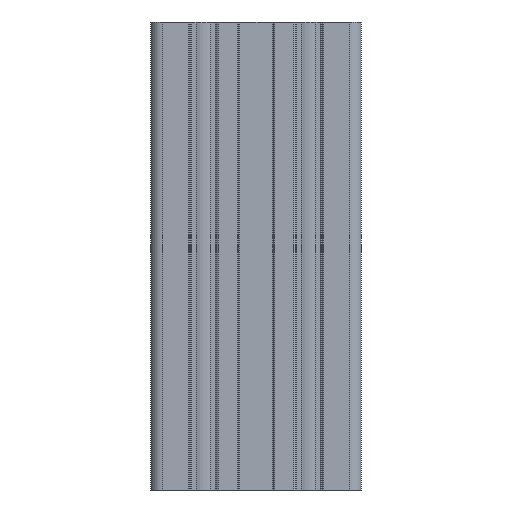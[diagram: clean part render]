
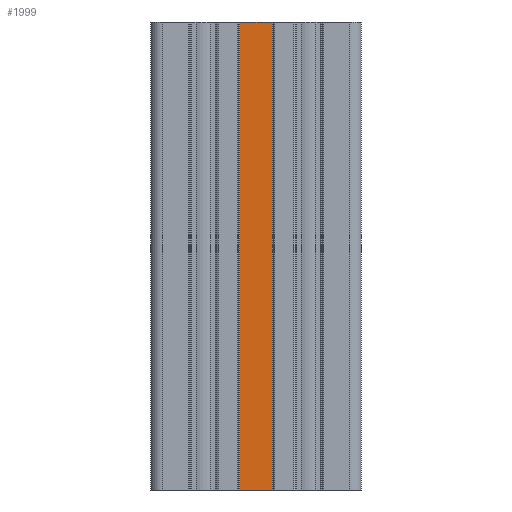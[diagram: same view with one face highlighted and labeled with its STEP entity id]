
A CAD part, front view. The second image highlights one B-rep face of the part: STEP entity #1999.
In plain terms, the highlighted planar face has unit normal (0, -1, 0).
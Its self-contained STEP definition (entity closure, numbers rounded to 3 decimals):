
#8 = CARTESIAN_POINT ( 'NONE',  ( -7., -44., 0. ) ) ;
#879 = VERTEX_POINT ( 'NONE', #6355 ) ;
#1765 = CARTESIAN_POINT ( 'NONE',  ( -7., -44., -200. ) ) ;
#1847 = CARTESIAN_POINT ( 'NONE',  ( -7., -44., -200. ) ) ;
#1906 = VERTEX_POINT ( 'NONE', #5998 ) ;
#1999 = ADVANCED_FACE ( 'NONE', ( #13041 ), #20501, .T. ) ;
#2487 = ORIENTED_EDGE ( 'NONE', *, *, #14993, .T. ) ;
#3085 = DIRECTION ( 'NONE',  ( 1., 0., 0. ) ) ;
#3137 = AXIS2_PLACEMENT_3D ( 'NONE', #6200, #10998, #18826 ) ;
#3509 = DIRECTION ( 'NONE',  ( 0., 0., 1. ) ) ;
#4411 = VECTOR ( 'NONE', #10426, 1000. ) ;
#4890 = EDGE_LOOP ( 'NONE', ( #6281, #13322, #6310, #2487 ) ) ;
#5998 = CARTESIAN_POINT ( 'NONE',  ( -7., -44., 0. ) ) ;
#6200 = CARTESIAN_POINT ( 'NONE',  ( -7., -44., -200. ) ) ;
#6281 = ORIENTED_EDGE ( 'NONE', *, *, #15175, .F. ) ;
#6310 = ORIENTED_EDGE ( 'NONE', *, *, #16003, .T. ) ;
#6355 = CARTESIAN_POINT ( 'NONE',  ( 7., -44., -200. ) ) ;
#7127 = VECTOR ( 'NONE', #8205, 1000. ) ;
#8205 = DIRECTION ( 'NONE',  ( 1., 0., 0. ) ) ;
#9260 = VERTEX_POINT ( 'NONE', #1847 ) ;
#10426 = DIRECTION ( 'NONE',  ( 0., 0., 1. ) ) ;
#10628 = LINE ( 'NONE', #8, #11622 ) ;
#10998 = DIRECTION ( 'NONE',  ( 0., -1., 0. ) ) ;
#11582 = LINE ( 'NONE', #1765, #7127 ) ;
#11622 = VECTOR ( 'NONE', #3085, 1000. ) ;
#12910 = VERTEX_POINT ( 'NONE', #20435 ) ;
#13041 = FACE_OUTER_BOUND ( 'NONE', #4890, .T. ) ;
#13322 = ORIENTED_EDGE ( 'NONE', *, *, #15999, .F. ) ;
#14993 = EDGE_CURVE ( 'NONE', #879, #12910, #15618, .T. ) ;
#15068 = LINE ( 'NONE', #17757, #15311 ) ;
#15175 = EDGE_CURVE ( 'NONE', #1906, #12910, #10628, .T. ) ;
#15311 = VECTOR ( 'NONE', #3509, 1000. ) ;
#15359 = CARTESIAN_POINT ( 'NONE',  ( 7., -44., -200. ) ) ;
#15618 = LINE ( 'NONE', #15359, #4411 ) ;
#15999 = EDGE_CURVE ( 'NONE', #9260, #1906, #15068, .T. ) ;
#16003 = EDGE_CURVE ( 'NONE', #9260, #879, #11582, .T. ) ;
#17757 = CARTESIAN_POINT ( 'NONE',  ( -7., -44., -200. ) ) ;
#18826 = DIRECTION ( 'NONE',  ( 0., 0., -1. ) ) ;
#20435 = CARTESIAN_POINT ( 'NONE',  ( 7., -44., 0. ) ) ;
#20501 = PLANE ( 'NONE',  #3137 ) ;
